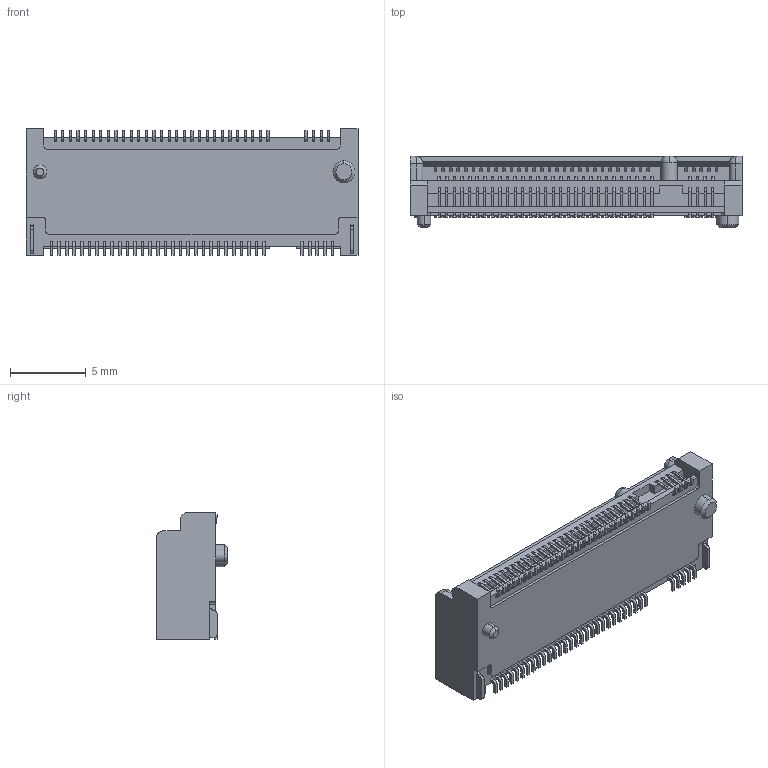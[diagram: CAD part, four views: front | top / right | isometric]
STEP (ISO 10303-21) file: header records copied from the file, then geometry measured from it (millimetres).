
FILE_DESCRIPTION (( 'STEP AP203' ), '1' );
FILE_NAME ('M2 4.2H_Mkey_Product_Rev06.STEP', '2020-12-03T08:01:27', ( 'FASTZONG.ORG-' ), ( 'MS' ), 'SwSTEP 2.0', 'SolidWorks 2010', '' );
FILE_SCHEMA (( 'CONFIG_CONTROL_DESIGN' ));
Products named in the file (1): M2 4.2H_Mkey_Product_Rev06
Bounding box: 21.85 x 4.7 x 8.35 mm (x, y, z)
Volume: 494.2 mm3; surface area: 850.6 mm2
Topology: 1 solids, 1 shells, 1735 faces, 5069 edges, 3374 vertices
Faces by surface type: plane 1297, cylinder 429, cone 4, bspline 3, torus 2
Entity records: 57984 total; most frequent: CARTESIAN_POINT 10402, ORIENTED_EDGE 10134, DIRECTION 9385, EDGE_CURVE 5067, LINE 4195, VECTOR 4195, VERTEX_POINT 3374, AXIS2_PLACEMENT_3D 2595
